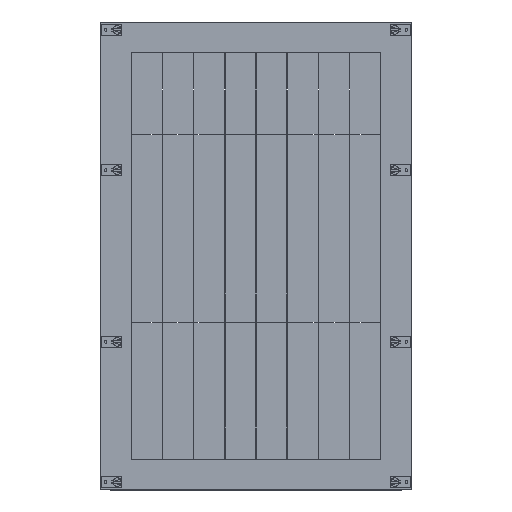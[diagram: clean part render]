
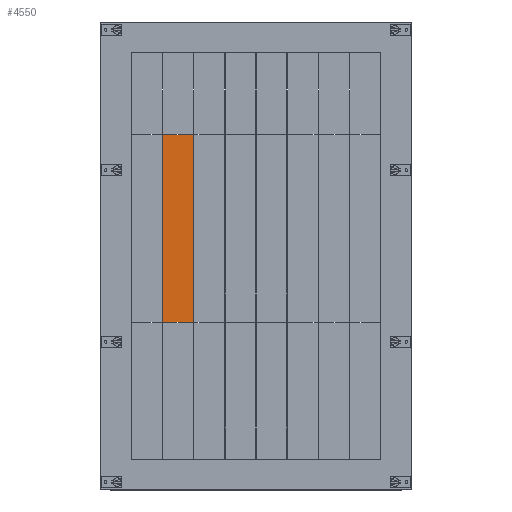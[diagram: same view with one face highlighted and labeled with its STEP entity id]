
A CAD part, top view. The second image highlights one B-rep face of the part: STEP entity #4550.
In plain terms, the highlighted planar face has unit normal (0, 0, 1).
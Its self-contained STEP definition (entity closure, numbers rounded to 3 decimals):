
#4413=DIRECTION('',(0.,1.,0.));
#4414=VECTOR('',#4413,300.14);
#4415=CARTESIAN_POINT('',(-100.5,-105.85,0.));
#4416=LINE('',#4415,#4414);
#4420=DIRECTION('',(0.,1.,0.));
#4421=VECTOR('',#4420,300.14);
#4422=CARTESIAN_POINT('',(-149.5,-105.85,0.));
#4423=LINE('',#4422,#4421);
#4434=DIRECTION('',(-1.,0.,0.));
#4435=VECTOR('',#4434,49.);
#4436=CARTESIAN_POINT('',(-100.5,194.29,0.));
#4437=LINE('',#4436,#4435);
#4490=DIRECTION('',(1.,0.,0.));
#4491=VECTOR('',#4490,49.);
#4492=CARTESIAN_POINT('',(-149.5,-105.85,0.));
#4493=LINE('',#4492,#4491);
#4497=CARTESIAN_POINT('',(-149.5,-105.85,0.));
#4498=CARTESIAN_POINT('',(-149.5,194.29,0.));
#4499=VERTEX_POINT('',#4497);
#4500=VERTEX_POINT('',#4498);
#4505=CARTESIAN_POINT('',(-100.5,-105.85,0.));
#4506=CARTESIAN_POINT('',(-100.5,194.29,0.));
#4507=VERTEX_POINT('',#4505);
#4508=VERTEX_POINT('',#4506);
#4536=CARTESIAN_POINT('',(0.,0.,0.));
#4537=DIRECTION('',(0.,0.,1.));
#4538=DIRECTION('',(1.,0.,0.));
#4539=AXIS2_PLACEMENT_3D('',#4536,#4537,#4538);
#4540=PLANE('',#4539);
#4542=ORIENTED_EDGE('',*,*,#4541,.F.);
#4544=ORIENTED_EDGE('',*,*,#4543,.F.);
#4545=ORIENTED_EDGE('',*,*,#4518,.T.);
#4547=ORIENTED_EDGE('',*,*,#4546,.F.);
#4548=EDGE_LOOP('',(#4542,#4544,#4545,#4547));
#4549=FACE_OUTER_BOUND('',#4548,.F.);
#4518=EDGE_CURVE('',#4499,#4500,#4423,.T.);
#4541=EDGE_CURVE('',#4507,#4508,#4416,.T.);
#4543=EDGE_CURVE('',#4499,#4507,#4493,.T.);
#4546=EDGE_CURVE('',#4508,#4500,#4437,.T.);
#4550=ADVANCED_FACE('',(#4549),#4540,.T.);
